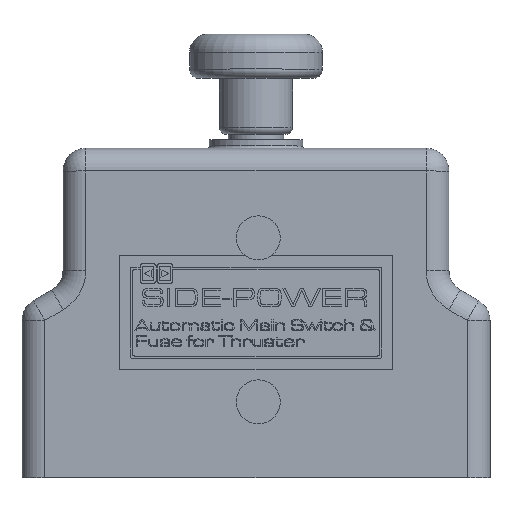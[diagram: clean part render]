
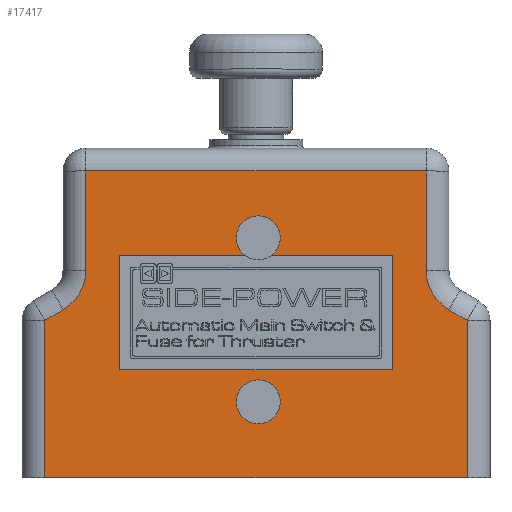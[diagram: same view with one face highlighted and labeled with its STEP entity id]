
A CAD part, top view. The second image highlights one B-rep face of the part: STEP entity #17417.
In plain terms, the highlighted planar face has unit normal (0, 0, 1).
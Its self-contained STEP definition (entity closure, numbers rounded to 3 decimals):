
#133=CIRCLE('',#18119,20.);
#134=CIRCLE('',#18120,20.);
#135=CIRCLE('',#18121,6.305);
#136=CIRCLE('',#18122,6.305);
#303=FACE_BOUND('',#2730,.T.);
#304=FACE_BOUND('',#2731,.T.);
#305=FACE_BOUND('',#2732,.T.);
#1778=FACE_OUTER_BOUND('',#2729,.T.);
#2729=EDGE_LOOP('',(#14593,#14594,#14595,#14596,#14597,#14598,#14599,#14600,
#14601,#14602));
#2730=EDGE_LOOP('',(#14603));
#2731=EDGE_LOOP('',(#14604));
#2732=EDGE_LOOP('',(#14605,#14606,#14607,#14608));
#4448=LINE('',#30341,#6236);
#4452=LINE('',#30349,#6240);
#4455=LINE('',#30355,#6243);
#4458=LINE('',#30360,#6246);
#4504=LINE('',#30472,#6292);
#4505=LINE('',#30474,#6293);
#4506=LINE('',#30478,#6294);
#4507=LINE('',#30480,#6295);
#4508=LINE('',#30482,#6296);
#4509=LINE('',#30484,#6297);
#4510=LINE('',#30486,#6298);
#4511=LINE('',#30489,#6299);
#6236=VECTOR('',#21005,50.);
#6240=VECTOR('',#21011,119.44);
#6243=VECTOR('',#21016,50.);
#6246=VECTOR('',#21021,119.44);
#6292=VECTOR('',#21139,149.);
#6293=VECTOR('',#21140,43.469);
#6294=VECTOR('',#21143,9.333);
#6295=VECTOR('',#21144,68.851);
#6296=VECTOR('',#21145,185.);
#6297=VECTOR('',#21146,68.851);
#6298=VECTOR('',#21147,9.333);
#6299=VECTOR('',#21150,43.469);
#7825=VERTEX_POINT('',#30339);
#7826=VERTEX_POINT('',#30340);
#7829=VERTEX_POINT('',#30348);
#7831=VERTEX_POINT('',#30354);
#7861=VERTEX_POINT('',#30470);
#7862=VERTEX_POINT('',#30471);
#7863=VERTEX_POINT('',#30473);
#7864=VERTEX_POINT('',#30475);
#7865=VERTEX_POINT('',#30477);
#7866=VERTEX_POINT('',#30479);
#7867=VERTEX_POINT('',#30481);
#7868=VERTEX_POINT('',#30483);
#7869=VERTEX_POINT('',#30485);
#7870=VERTEX_POINT('',#30487);
#7871=VERTEX_POINT('',#30490);
#7872=VERTEX_POINT('',#30492);
#10085=EDGE_CURVE('',#7825,#7826,#4448,.T.);
#10089=EDGE_CURVE('',#7826,#7829,#4452,.T.);
#10092=EDGE_CURVE('',#7829,#7831,#4455,.T.);
#10095=EDGE_CURVE('',#7831,#7825,#4458,.T.);
#10149=EDGE_CURVE('',#7861,#7862,#4504,.T.);
#10150=EDGE_CURVE('',#7863,#7861,#4505,.T.);
#10151=EDGE_CURVE('',#7864,#7863,#133,.T.);
#10152=EDGE_CURVE('',#7865,#7864,#4506,.T.);
#10153=EDGE_CURVE('',#7866,#7865,#4507,.T.);
#10154=EDGE_CURVE('',#7866,#7867,#4508,.T.);
#10155=EDGE_CURVE('',#7868,#7867,#4509,.T.);
#10156=EDGE_CURVE('',#7869,#7868,#4510,.T.);
#10157=EDGE_CURVE('',#7870,#7869,#134,.T.);
#10158=EDGE_CURVE('',#7862,#7870,#4511,.T.);
#10159=EDGE_CURVE('',#7871,#7871,#135,.T.);
#10160=EDGE_CURVE('',#7872,#7872,#136,.T.);
#14593=ORIENTED_EDGE('',*,*,#10149,.F.);
#14594=ORIENTED_EDGE('',*,*,#10150,.F.);
#14595=ORIENTED_EDGE('',*,*,#10151,.F.);
#14596=ORIENTED_EDGE('',*,*,#10152,.F.);
#14597=ORIENTED_EDGE('',*,*,#10153,.F.);
#14598=ORIENTED_EDGE('',*,*,#10154,.T.);
#14599=ORIENTED_EDGE('',*,*,#10155,.F.);
#14600=ORIENTED_EDGE('',*,*,#10156,.F.);
#14601=ORIENTED_EDGE('',*,*,#10157,.F.);
#14602=ORIENTED_EDGE('',*,*,#10158,.F.);
#14603=ORIENTED_EDGE('',*,*,#10159,.T.);
#14604=ORIENTED_EDGE('',*,*,#10160,.T.);
#14605=ORIENTED_EDGE('',*,*,#10085,.T.);
#14606=ORIENTED_EDGE('',*,*,#10089,.T.);
#14607=ORIENTED_EDGE('',*,*,#10092,.T.);
#14608=ORIENTED_EDGE('',*,*,#10095,.T.);
#15705=PLANE('',#18118);
#17417=ADVANCED_FACE('',(#1778,#303,#304,#305),#15705,.T.);
#18118=AXIS2_PLACEMENT_3D('',#30469,#21137,#21138);
#18119=AXIS2_PLACEMENT_3D('',#30476,#21141,#21142);
#18120=AXIS2_PLACEMENT_3D('',#30488,#21148,#21149);
#18121=AXIS2_PLACEMENT_3D('',#30491,#21151,#21152);
#18122=AXIS2_PLACEMENT_3D('',#30493,#21153,#21154);
#21005=DIRECTION('',(0.,1.,0.));
#21011=DIRECTION('',(1.,0.,0.));
#21016=DIRECTION('',(0.,-1.,0.));
#21021=DIRECTION('',(-1.,0.,0.));
#21137=DIRECTION('center_axis',(0.,0.,1.));
#21138=DIRECTION('ref_axis',(1.,0.,0.));
#21139=DIRECTION('',(1.,0.,0.));
#21140=DIRECTION('',(0.,1.,0.));
#21141=DIRECTION('center_axis',(0.,0.,1.));
#21142=DIRECTION('ref_axis',(0.867,-0.498,0.));
#21143=DIRECTION('',(0.864,0.503,0.));
#21144=DIRECTION('',(0.,1.,0.));
#21145=DIRECTION('',(1.,0.,0.));
#21146=DIRECTION('',(0.,-1.,0.));
#21147=DIRECTION('',(0.864,-0.503,0.));
#21148=DIRECTION('center_axis',(0.,0.,1.));
#21149=DIRECTION('ref_axis',(-0.867,-0.498,0.));
#21150=DIRECTION('',(0.,-1.,0.));
#21151=DIRECTION('center_axis',(0.,0.,-1.));
#21152=DIRECTION('ref_axis',(-1.,0.,0.));
#21153=DIRECTION('center_axis',(0.,0.,-1.));
#21154=DIRECTION('ref_axis',(-1.,0.,0.));
#30339=CARTESIAN_POINT('',(-59.72,-25.,78.8));
#30340=CARTESIAN_POINT('',(-59.72,25.,78.8));
#30341=CARTESIAN_POINT('',(-59.72,49.5,78.8));
#30348=CARTESIAN_POINT('',(59.72,25.,78.8));
#30349=CARTESIAN_POINT('',(29.86,25.,78.8));
#30354=CARTESIAN_POINT('',(59.72,-25.,78.8));
#30355=CARTESIAN_POINT('',(59.72,24.5,78.8));
#30360=CARTESIAN_POINT('',(-29.86,-25.,78.8));
#30469=CARTESIAN_POINT('Origin',(0.,74.,78.8));
#30470=CARTESIAN_POINT('',(-74.5,62.15,78.8));
#30471=CARTESIAN_POINT('',(74.5,62.15,78.8));
#30472=CARTESIAN_POINT('',(37.25,62.15,78.8));
#30473=CARTESIAN_POINT('',(-74.5,18.681,78.8));
#30474=CARTESIAN_POINT('',(-74.5,68.075,78.8));
#30475=CARTESIAN_POINT('',(-84.435,1.398,78.8));
#30476=CARTESIAN_POINT('Origin',(-94.5,18.681,78.8));
#30477=CARTESIAN_POINT('',(-92.5,-3.299,78.8));
#30478=CARTESIAN_POINT('',(-37.123,28.95,78.8));
#30479=CARTESIAN_POINT('',(-92.5,-72.15,78.8));
#30480=CARTESIAN_POINT('',(-92.5,35.351,78.8));
#30481=CARTESIAN_POINT('',(92.5,-72.15,78.8));
#30482=CARTESIAN_POINT('',(-102.5,-72.15,78.8));
#30483=CARTESIAN_POINT('',(92.5,-3.299,78.8));
#30484=CARTESIAN_POINT('',(92.5,0.925,78.8));
#30485=CARTESIAN_POINT('',(84.435,1.398,78.8));
#30486=CARTESIAN_POINT('',(41.155,26.602,78.8));
#30487=CARTESIAN_POINT('',(74.5,18.681,78.8));
#30488=CARTESIAN_POINT('Origin',(94.5,18.681,78.8));
#30489=CARTESIAN_POINT('',(74.5,46.34,78.8));
#30490=CARTESIAN_POINT('',(7.305,32.85,78.8));
#30491=CARTESIAN_POINT('Origin',(1.,32.85,78.8));
#30492=CARTESIAN_POINT('',(7.305,-39.,78.8));
#30493=CARTESIAN_POINT('Origin',(1.,-39.,78.8));
